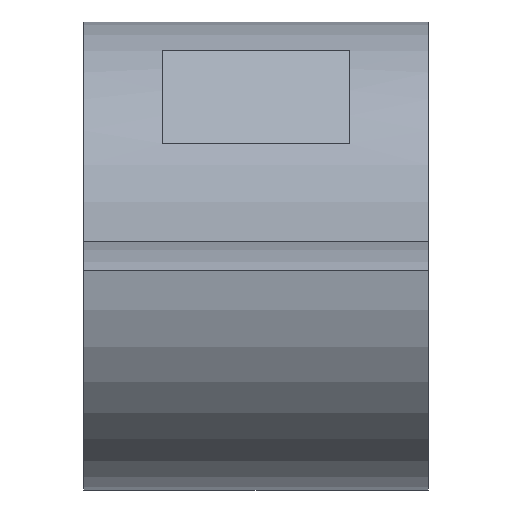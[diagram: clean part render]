
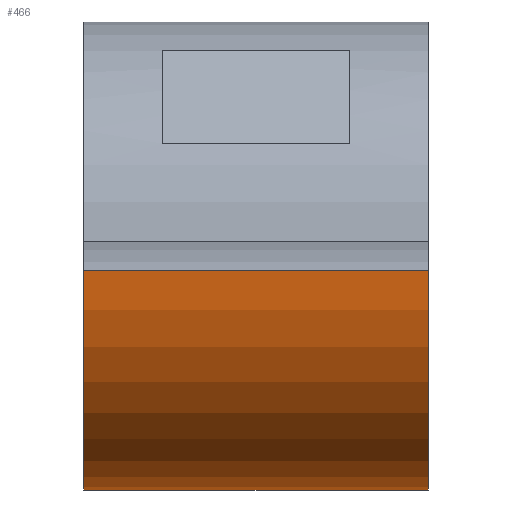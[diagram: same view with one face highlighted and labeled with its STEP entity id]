
A CAD part, left-side view. The second image highlights one B-rep face of the part: STEP entity #466.
In plain terms, the highlighted cylindrical face has radius 7.938 mm (diameter 15.875 mm), a partial arc.
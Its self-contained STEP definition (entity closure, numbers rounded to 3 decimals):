
#52 = ORIENTED_EDGE ( 'NONE', *, *, #87, .F. ) ;
#69 = DIRECTION ( 'NONE',  ( 0., 0., 1. ) ) ;
#87 = EDGE_CURVE ( 'NONE', #352, #202, #97, .T. ) ;
#89 = EDGE_LOOP ( 'NONE', ( #100, #665, #622, #52 ) ) ;
#97 = CIRCLE ( 'NONE', #137, 7.938 ) ;
#100 = ORIENTED_EDGE ( 'NONE', *, *, #195, .F. ) ;
#115 = CARTESIAN_POINT ( 'NONE',  ( 0., 5.842, -7.938 ) ) ;
#137 = AXIS2_PLACEMENT_3D ( 'NONE', #270, #266, #256 ) ;
#160 = AXIS2_PLACEMENT_3D ( 'NONE', #407, #602, #306 ) ;
#177 = EDGE_CURVE ( 'NONE', #493, #330, #355, .T. ) ;
#191 = CARTESIAN_POINT ( 'NONE',  ( -7.921, -5.842, -0.508 ) ) ;
#195 = EDGE_CURVE ( 'NONE', #493, #352, #590, .T. ) ;
#202 = VERTEX_POINT ( 'NONE', #347 ) ;
#205 = CARTESIAN_POINT ( 'NONE',  ( 0., -5.842, -7.938 ) ) ;
#256 = DIRECTION ( 'NONE',  ( 0., 0., 1. ) ) ;
#263 = EDGE_CURVE ( 'NONE', #330, #202, #645, .T. ) ;
#266 = DIRECTION ( 'NONE',  ( 0., 1., 0. ) ) ;
#270 = CARTESIAN_POINT ( 'NONE',  ( 0., 5.842, 0. ) ) ;
#306 = DIRECTION ( 'NONE',  ( 0., 0., 1. ) ) ;
#330 = VERTEX_POINT ( 'NONE', #191 ) ;
#333 = AXIS2_PLACEMENT_3D ( 'NONE', #354, #505, #69 ) ;
#347 = CARTESIAN_POINT ( 'NONE',  ( -7.921, 5.842, -0.508 ) ) ;
#352 = VERTEX_POINT ( 'NONE', #115 ) ;
#354 = CARTESIAN_POINT ( 'NONE',  ( 0., -5.842, 0. ) ) ;
#355 = CIRCLE ( 'NONE', #160, 7.938 ) ;
#364 = FACE_OUTER_BOUND ( 'NONE', #89, .T. ) ;
#407 = CARTESIAN_POINT ( 'NONE',  ( 0., -5.842, 0. ) ) ;
#419 = CARTESIAN_POINT ( 'NONE',  ( 0., -5.842, -7.938 ) ) ;
#463 = VECTOR ( 'NONE', #671, 1000. ) ;
#466 = ADVANCED_FACE ( 'NONE', ( #364 ), #519, .T. ) ;
#493 = VERTEX_POINT ( 'NONE', #205 ) ;
#505 = DIRECTION ( 'NONE',  ( 0., 1., 0. ) ) ;
#519 = CYLINDRICAL_SURFACE ( 'NONE', #333, 7.938 ) ;
#590 = LINE ( 'NONE', #419, #463 ) ;
#602 = DIRECTION ( 'NONE',  ( 0., 1., 0. ) ) ;
#608 = DIRECTION ( 'NONE',  ( 0., 1., 0. ) ) ;
#622 = ORIENTED_EDGE ( 'NONE', *, *, #263, .T. ) ;
#642 = CARTESIAN_POINT ( 'NONE',  ( -7.921, -5.842, -0.508 ) ) ;
#645 = LINE ( 'NONE', #642, #670 ) ;
#665 = ORIENTED_EDGE ( 'NONE', *, *, #177, .T. ) ;
#670 = VECTOR ( 'NONE', #608, 1000. ) ;
#671 = DIRECTION ( 'NONE',  ( 0., 1., 0. ) ) ;
